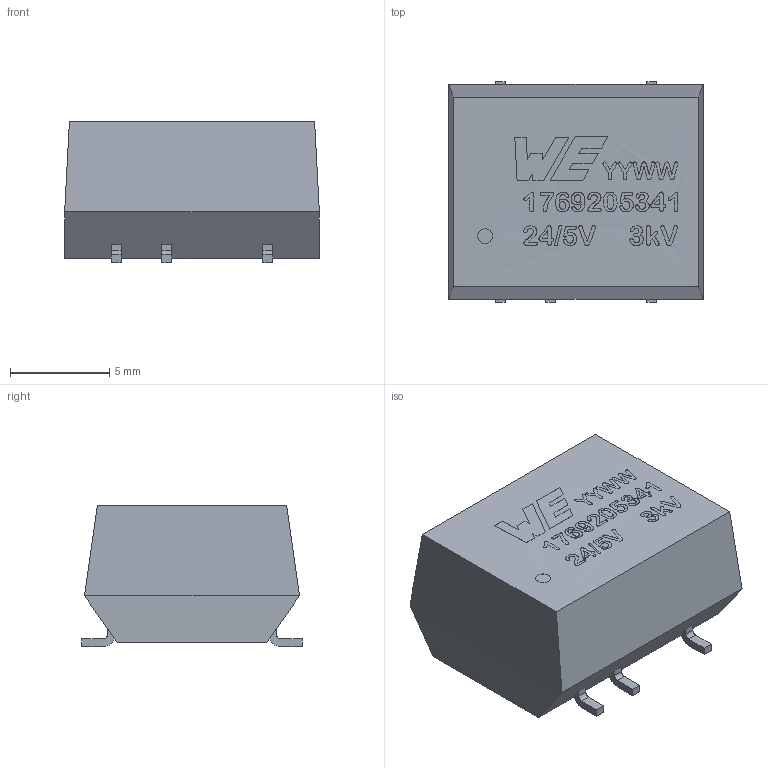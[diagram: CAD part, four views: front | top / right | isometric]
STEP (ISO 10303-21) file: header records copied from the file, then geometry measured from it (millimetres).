
FILE_DESCRIPTION(/* description */ ('Unknown'),/* implementation_level */ '2;1');
FILE_NAME(/* name */ 'U_Wurth_WPME-FISM_SMT-8_1769205341',/* time_stamp */ '2025-01-10T15:21:27+08:00',/* author */ ('Unknown'),/* organization */ ('Unknown'),/* preprocessor_version */ 'ST-DEVELOPER v19.4',/* originating_system */ 'Solid Edge',/* authorisation */ 'Unknown');
FILE_SCHEMA (('AUTOMOTIVE_DESIGN {1 0 10303 214 3 1 1}'));
Length unit declared in the file: millimetre
Products named in the file (1): 1769205341
Bounding box: 12.8 x 11.1 x 7.1 mm (x, y, z)
Volume: 858 mm3; surface area: 553.7 mm2
Topology: 1 solids, 1 shells, 155 faces, 369 edges, 251 vertices
Faces by surface type: plane 116, bspline 27, cylinder 12
Full cylindrical faces by diameter (mm): 0.75 x1
Entity records: 7179 total; most frequent: CARTESIAN_POINT 2801, ORIENTED_EDGE 726, DIRECTION 505, EDGE_CURVE 363, VERTEX_POINT 251, LINE 203, VECTOR 203, EDGE_LOOP 196
